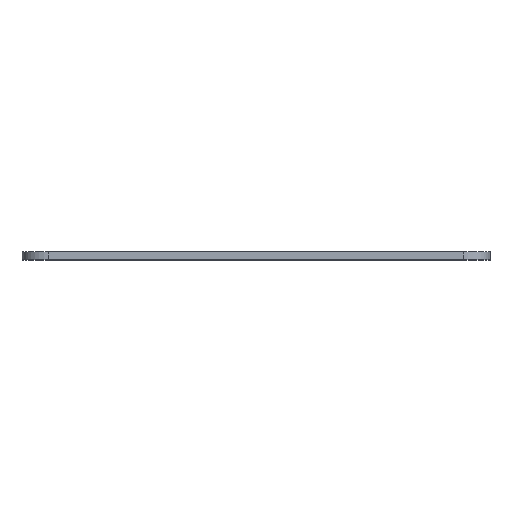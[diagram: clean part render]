
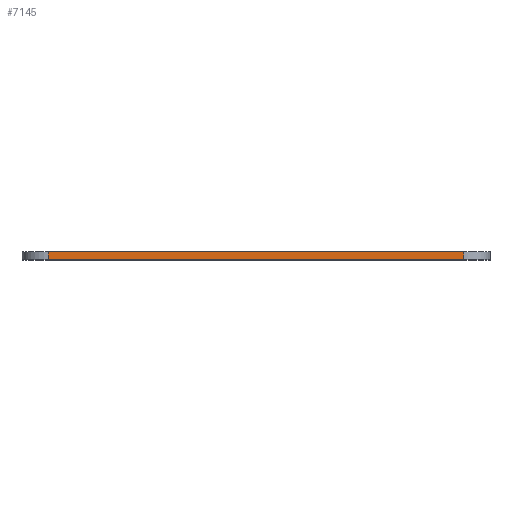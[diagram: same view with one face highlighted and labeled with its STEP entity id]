
A CAD part, top view. The second image highlights one B-rep face of the part: STEP entity #7145.
In plain terms, the highlighted planar face has unit normal (0, 0, 1).
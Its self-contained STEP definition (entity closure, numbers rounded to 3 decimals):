
#242=PLANE('',#7355);
#621=FACE_OUTER_BOUND('',#1028,.T.);
#1028=EDGE_LOOP('',(#6470,#6471,#6472,#6473));
#1493=LINE('',#14164,#2042);
#1520=LINE('',#14275,#2069);
#1530=LINE('',#14303,#2079);
#1584=LINE('',#14451,#2133);
#2042=VECTOR('',#7992,10.);
#2069=VECTOR('',#8089,10.);
#2079=VECTOR('',#8119,10.);
#2133=VECTOR('',#8289,10.);
#3226=VERTEX_POINT('',#14161);
#3227=VERTEX_POINT('',#14163);
#3276=VERTEX_POINT('',#14273);
#3284=VERTEX_POINT('',#14301);
#4247=EDGE_CURVE('',#3226,#3227,#1493,.T.);
#4300=EDGE_CURVE('',#3276,#3226,#1520,.T.);
#4314=EDGE_CURVE('',#3227,#3284,#1530,.T.);
#4388=EDGE_CURVE('',#3284,#3276,#1584,.T.);
#6470=ORIENTED_EDGE('',*,*,#4300,.F.);
#6471=ORIENTED_EDGE('',*,*,#4388,.F.);
#6472=ORIENTED_EDGE('',*,*,#4314,.F.);
#6473=ORIENTED_EDGE('',*,*,#4247,.F.);
#7145=ADVANCED_FACE('',(#621),#242,.T.);
#7355=AXIS2_PLACEMENT_3D('',#14450,#8287,#8288);
#7992=DIRECTION('',(-1.,0.,0.));
#8089=DIRECTION('',(0.,-1.,0.));
#8119=DIRECTION('',(0.,1.,0.));
#8287=DIRECTION('center_axis',(0.,0.,1.));
#8288=DIRECTION('ref_axis',(1.,0.,0.));
#8289=DIRECTION('',(1.,0.,0.));
#14161=CARTESIAN_POINT('',(72.375,0.,87.725));
#14163=CARTESIAN_POINT('',(-6.025,0.,87.725));
#14164=CARTESIAN_POINT('',(77.375,0.,87.725));
#14273=CARTESIAN_POINT('',(72.375,1.5,87.725));
#14275=CARTESIAN_POINT('',(72.375,0.,87.725));
#14301=CARTESIAN_POINT('',(-6.025,1.5,87.725));
#14303=CARTESIAN_POINT('',(-6.025,0.,87.725));
#14450=CARTESIAN_POINT('Origin',(-11.025,0.,87.725));
#14451=CARTESIAN_POINT('',(77.375,1.5,87.725));
